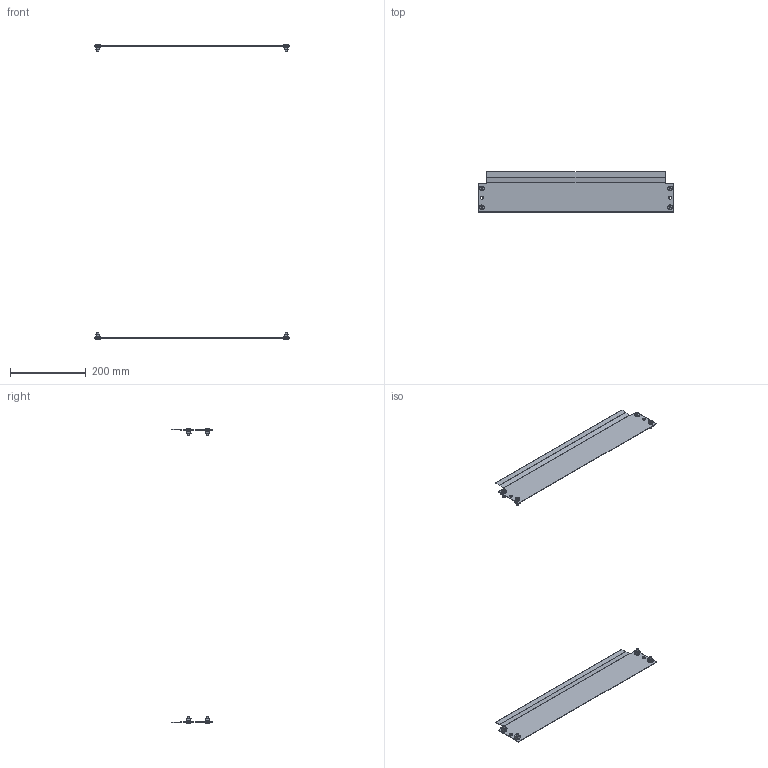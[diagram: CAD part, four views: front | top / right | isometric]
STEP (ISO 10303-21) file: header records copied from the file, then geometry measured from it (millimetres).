
FILE_DESCRIPTION (( 'STEP AP214' ), '1' );
FILE_NAME ('PCV16 Ïàíåëü áîêîâàÿ.STEP', '2018-07-30T13:17:44', ( '' ), ( '' ), 'SwSTEP 2.0', 'SolidWorks 2017', '' );
FILE_SCHEMA (( 'AUTOMOTIVE_DESIGN' ));
Length unit declared in the file: millimetre
Products named in the file (4): PCV16 Ïàíåëü áîêîâàÿ; AVT001.15.00.21 Ïàíåëü áîêîâàÿ_00; Ãàéêà êëåòåâàÿ Ì6_3À; Âèíò Ì6 DIN 7985_6å16
Assembly tree (18 placements, depth 2):
  PCV16 Ïàíåëü áîêîâàÿ
    AVT001.15.00.21 Ïàíåëü áîêîâàÿ_00  x2
    Ãàéêà êëåòåâàÿ Ì6_3À  x8
    Âèíò Ì6 DIN 7985_6å16  x8
Bounding box: 516 x 107 x 782.58 mm (x, y, z)
Volume: 139890.9 mm3; surface area: 231187.2 mm2
Topology: 18 solids, 18 shells, 708 faces, 1848 edges, 1184 vertices
Faces by surface type: plane 452, cylinder 224, cone 16, sphere 16
Entity records: 3830 total; most frequent: CARTESIAN_POINT 712, DIRECTION 620, ORIENTED_EDGE 600, EDGE_CURVE 300, AXIS2_PLACEMENT_3D 210, VECTOR 200, LINE 200, VERTEX_POINT 190
